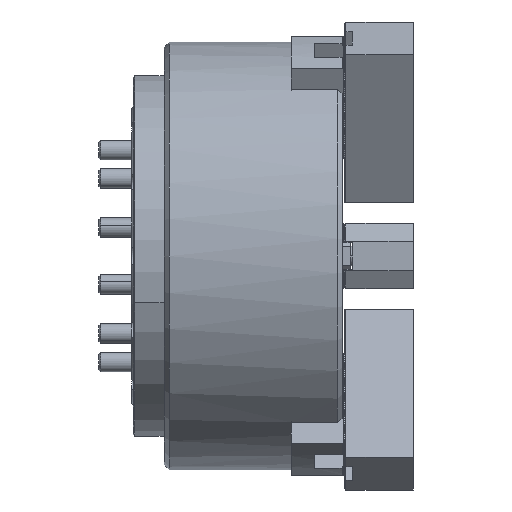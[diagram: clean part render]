
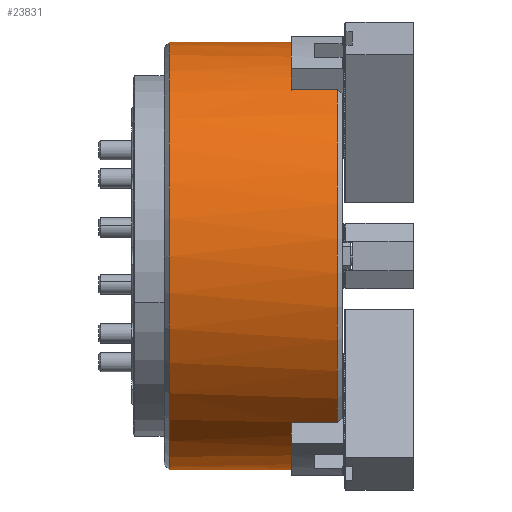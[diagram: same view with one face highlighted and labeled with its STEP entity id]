
A CAD part, front view. The second image highlights one B-rep face of the part: STEP entity #23831.
In plain terms, the highlighted cylindrical face has radius 130 mm (diameter 260 mm), a partial arc.
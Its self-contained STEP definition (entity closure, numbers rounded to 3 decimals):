
#1884 = CARTESIAN_POINT ( 'NONE',  ( -31., -46.906, 121.243 ) ) ;
#2044 = CARTESIAN_POINT ( 'NONE',  ( -31., 0., 0. ) ) ;
#2672 = EDGE_CURVE ( 'NONE', #15838, #12345, #24820, .T. ) ;
#3111 = DIRECTION ( 'NONE',  ( -1., 0., 0. ) ) ;
#4064 = CIRCLE ( 'NONE', #21707, 130. ) ;
#4371 = DIRECTION ( 'NONE',  ( 1., 0., 0. ) ) ;
#4894 = CIRCLE ( 'NONE', #16599, 130. ) ;
#5530 = VERTEX_POINT ( 'NONE', #30809 ) ;
#5565 = CIRCLE ( 'NONE', #25809, 130. ) ;
#6771 = DIRECTION ( 'NONE',  ( 1., 0., 0. ) ) ;
#7005 = CIRCLE ( 'NONE', #18729, 130. ) ;
#7135 = EDGE_CURVE ( 'NONE', #20351, #31523, #41540, .T. ) ;
#7920 = EDGE_CURVE ( 'NONE', #9965, #18133, #28215, .T. ) ;
#9283 = ORIENTED_EDGE ( 'NONE', *, *, #30375, .T. ) ;
#9965 = VERTEX_POINT ( 'NONE', #42582 ) ;
#10149 = DIRECTION ( 'NONE',  ( -1., 0., 0. ) ) ;
#10448 = EDGE_CURVE ( 'NONE', #12345, #33589, #14847, .T. ) ;
#10535 = DIRECTION ( 'NONE',  ( -1., 0., 0. ) ) ;
#10569 = AXIS2_PLACEMENT_3D ( 'NONE', #2044, #10732, #31666 ) ;
#10732 = DIRECTION ( 'NONE',  ( -1., 0., 0. ) ) ;
#10908 = ORIENTED_EDGE ( 'NONE', *, *, #35452, .T. ) ;
#11521 = VECTOR ( 'NONE', #6771, 1000. ) ;
#11576 = CARTESIAN_POINT ( 'NONE',  ( -3., -46.906, -121.243 ) ) ;
#12345 = VERTEX_POINT ( 'NONE', #1884 ) ;
#12455 = CARTESIAN_POINT ( 'NONE',  ( 0., 0., 0. ) ) ;
#13122 = CARTESIAN_POINT ( 'NONE',  ( -3., 0., 130. ) ) ;
#13639 = DIRECTION ( 'NONE',  ( -1., 0., 0. ) ) ;
#14000 = ORIENTED_EDGE ( 'NONE', *, *, #15692, .T. ) ;
#14454 = ORIENTED_EDGE ( 'NONE', *, *, #2672, .T. ) ;
#14847 = LINE ( 'NONE', #41913, #11521 ) ;
#14893 = EDGE_CURVE ( 'NONE', #31523, #38768, #4894, .T. ) ;
#15056 = CARTESIAN_POINT ( 'NONE',  ( -31., -81.547, -101.243 ) ) ;
#15692 = EDGE_CURVE ( 'NONE', #45325, #9965, #7005, .T. ) ;
#15838 = VERTEX_POINT ( 'NONE', #26547 ) ;
#16097 = CARTESIAN_POINT ( 'NONE',  ( -3., -81.547, 101.243 ) ) ;
#16599 = AXIS2_PLACEMENT_3D ( 'NONE', #31247, #10149, #34804 ) ;
#17961 = ORIENTED_EDGE ( 'NONE', *, *, #10448, .T. ) ;
#18133 = VERTEX_POINT ( 'NONE', #29036 ) ;
#18349 = VERTEX_POINT ( 'NONE', #16097 ) ;
#18729 = AXIS2_PLACEMENT_3D ( 'NONE', #25490, #4371, #28999 ) ;
#18888 = VECTOR ( 'NONE', #19733, 1000. ) ;
#19291 = ORIENTED_EDGE ( 'NONE', *, *, #34058, .T. ) ;
#19422 = DIRECTION ( 'NONE',  ( 1., 0., 0. ) ) ;
#19733 = DIRECTION ( 'NONE',  ( 1., 0., 0. ) ) ;
#20351 = VERTEX_POINT ( 'NONE', #11576 ) ;
#20616 = DIRECTION ( 'NONE',  ( -1., 0., 0. ) ) ;
#20691 = CARTESIAN_POINT ( 'NONE',  ( -3., 0., 0. ) ) ;
#21511 = CYLINDRICAL_SURFACE ( 'NONE', #28138, 130. ) ;
#21707 = AXIS2_PLACEMENT_3D ( 'NONE', #24265, #3111, #27765 ) ;
#22821 = VECTOR ( 'NONE', #10535, 1000. ) ;
#22940 = ORIENTED_EDGE ( 'NONE', *, *, #27372, .T. ) ;
#23351 = DIRECTION ( 'NONE',  ( 1., 0., 0. ) ) ;
#23439 = VECTOR ( 'NONE', #23351, 1000. ) ;
#23704 = CARTESIAN_POINT ( 'NONE',  ( -31., -46.906, -121.243 ) ) ;
#23831 = ADVANCED_FACE ( 'NONE', ( #41316 ), #21511, .T. ) ;
#24240 = DIRECTION ( 'NONE',  ( 0., 0., -1. ) ) ;
#24265 = CARTESIAN_POINT ( 'NONE',  ( -3., 0., 0. ) ) ;
#24820 = CIRCLE ( 'NONE', #10569, 130. ) ;
#25490 = CARTESIAN_POINT ( 'NONE',  ( -105., 0., 0. ) ) ;
#25809 = AXIS2_PLACEMENT_3D ( 'NONE', #20691, #45327, #24240 ) ;
#26433 = CARTESIAN_POINT ( 'NONE',  ( -105., 0., 130. ) ) ;
#26547 = CARTESIAN_POINT ( 'NONE',  ( -31., -81.547, 101.243 ) ) ;
#27372 = EDGE_CURVE ( 'NONE', #38768, #5530, #43990, .T. ) ;
#27765 = DIRECTION ( 'NONE',  ( 0., 0., -1. ) ) ;
#28138 = AXIS2_PLACEMENT_3D ( 'NONE', #12455, #19422, #33565 ) ;
#28215 = LINE ( 'NONE', #33721, #18888 ) ;
#28347 = AXIS2_PLACEMENT_3D ( 'NONE', #34752, #13639, #38309 ) ;
#28856 = CIRCLE ( 'NONE', #28347, 130. ) ;
#28999 = DIRECTION ( 'NONE',  ( 0., 0., 1. ) ) ;
#29036 = CARTESIAN_POINT ( 'NONE',  ( -3., 0., -130. ) ) ;
#30089 = LINE ( 'NONE', #45258, #38397 ) ;
#30375 = EDGE_CURVE ( 'NONE', #5530, #18349, #4064, .T. ) ;
#30809 = CARTESIAN_POINT ( 'NONE',  ( -3., -81.547, -101.243 ) ) ;
#31247 = CARTESIAN_POINT ( 'NONE',  ( -31., 0., 0. ) ) ;
#31523 = VERTEX_POINT ( 'NONE', #23704 ) ;
#31550 = CARTESIAN_POINT ( 'NONE',  ( -3., -46.906, 121.243 ) ) ;
#31666 = DIRECTION ( 'NONE',  ( 0., 1., 0. ) ) ;
#33565 = DIRECTION ( 'NONE',  ( 0., 0., -1. ) ) ;
#33589 = VERTEX_POINT ( 'NONE', #31550 ) ;
#33721 = CARTESIAN_POINT ( 'NONE',  ( 0., 0., -130. ) ) ;
#34058 = EDGE_CURVE ( 'NONE', #18349, #15838, #30089, .T. ) ;
#34515 = ORIENTED_EDGE ( 'NONE', *, *, #38060, .T. ) ;
#34752 = CARTESIAN_POINT ( 'NONE',  ( -3., 0., 0. ) ) ;
#34804 = DIRECTION ( 'NONE',  ( 0., 1., 0. ) ) ;
#35452 = EDGE_CURVE ( 'NONE', #33589, #42564, #28856, .T. ) ;
#35487 = LINE ( 'NONE', #40878, #23439 ) ;
#35493 = CARTESIAN_POINT ( 'NONE',  ( 0., -81.547, -101.243 ) ) ;
#35676 = ORIENTED_EDGE ( 'NONE', *, *, #14893, .T. ) ;
#35789 = EDGE_CURVE ( 'NONE', #45325, #42564, #35487, .T. ) ;
#38060 = EDGE_CURVE ( 'NONE', #18133, #20351, #5565, .T. ) ;
#38309 = DIRECTION ( 'NONE',  ( 0., 0., -1. ) ) ;
#38397 = VECTOR ( 'NONE', #20616, 1000. ) ;
#38768 = VERTEX_POINT ( 'NONE', #15056 ) ;
#40466 = EDGE_LOOP ( 'NONE', ( #44083, #14000, #42804, #34515, #44136, #35676, #22940, #9283, #19291, #14454, #17961, #10908 ) ) ;
#40878 = CARTESIAN_POINT ( 'NONE',  ( 0., 0., 130. ) ) ;
#41316 = FACE_OUTER_BOUND ( 'NONE', #40466, .T. ) ;
#41540 = LINE ( 'NONE', #45684, #22821 ) ;
#41913 = CARTESIAN_POINT ( 'NONE',  ( 0., -46.906, 121.243 ) ) ;
#42425 = DIRECTION ( 'NONE',  ( 1., 0., 0. ) ) ;
#42564 = VERTEX_POINT ( 'NONE', #13122 ) ;
#42582 = CARTESIAN_POINT ( 'NONE',  ( -105., 0., -130. ) ) ;
#42804 = ORIENTED_EDGE ( 'NONE', *, *, #7920, .T. ) ;
#43990 = LINE ( 'NONE', #35493, #45103 ) ;
#44083 = ORIENTED_EDGE ( 'NONE', *, *, #35789, .F. ) ;
#44136 = ORIENTED_EDGE ( 'NONE', *, *, #7135, .T. ) ;
#45103 = VECTOR ( 'NONE', #42425, 1000. ) ;
#45258 = CARTESIAN_POINT ( 'NONE',  ( 0., -81.547, 101.243 ) ) ;
#45325 = VERTEX_POINT ( 'NONE', #26433 ) ;
#45327 = DIRECTION ( 'NONE',  ( -1., 0., 0. ) ) ;
#45684 = CARTESIAN_POINT ( 'NONE',  ( 0., -46.906, -121.243 ) ) ;
